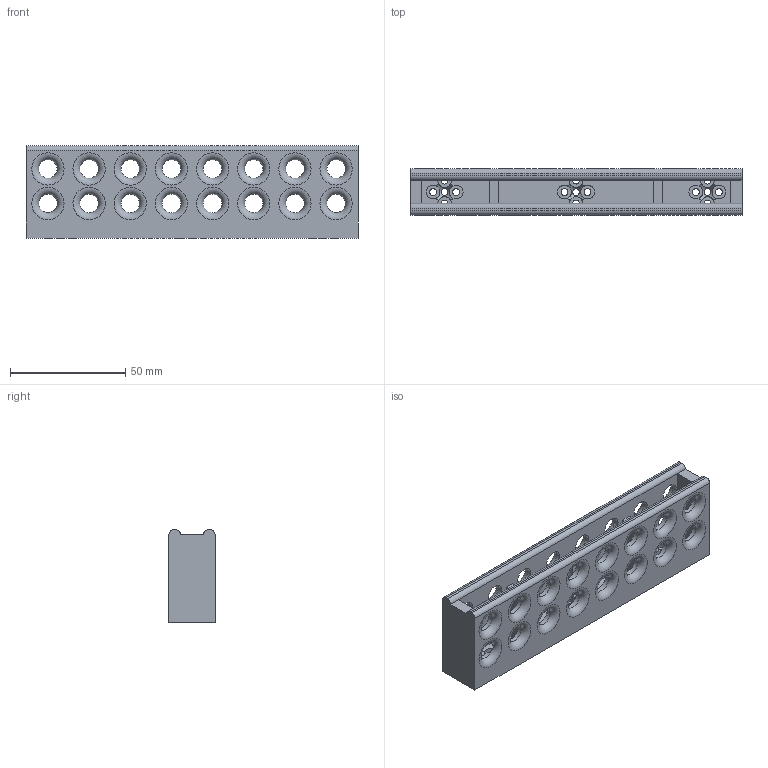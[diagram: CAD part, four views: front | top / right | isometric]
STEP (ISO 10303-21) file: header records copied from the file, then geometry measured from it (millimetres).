
FILE_DESCRIPTION(/* description */ (''),/* implementation_level */ '2;1');
FILE_NAME(/* name */ '8mm tooling v1 v3.stp',/* time_stamp */ '2021-10-12T21:21:51+01:00',/* author */ (''),/* organization */ (''),/* preprocessor_version */ 'ST-DEVELOPER v18.1',/* originating_system */ 'Autodesk Translation Framework v10.10.0.1391',/* authorisation */ '');
FILE_SCHEMA (('AUTOMOTIVE_DESIGN { 1 0 10303 214 3 1 1 }'));
Length unit declared in the file: millimetre
Products named in the file (1): 8mm tooling v1
Bounding box: 144 x 20 x 40 mm (x, y, z)
Volume: 56574 mm3; surface area: 30109.5 mm2
Topology: 1 solids, 1 shells, 153 faces, 461 edges, 303 vertices
Faces by surface type: cylinder 63, plane 55, torus 32, cone 3
Full cylindrical faces by diameter (mm): 3 x15, 6 x12, 8 x28
Entity records: 5887 total; most frequent: CARTESIAN_POINT 1348, DIRECTION 992, ORIENTED_EDGE 922, EDGE_CURVE 461, AXIS2_PLACEMENT_3D 415, VERTEX_POINT 303, CIRCLE 261, EDGE_LOOP 240
